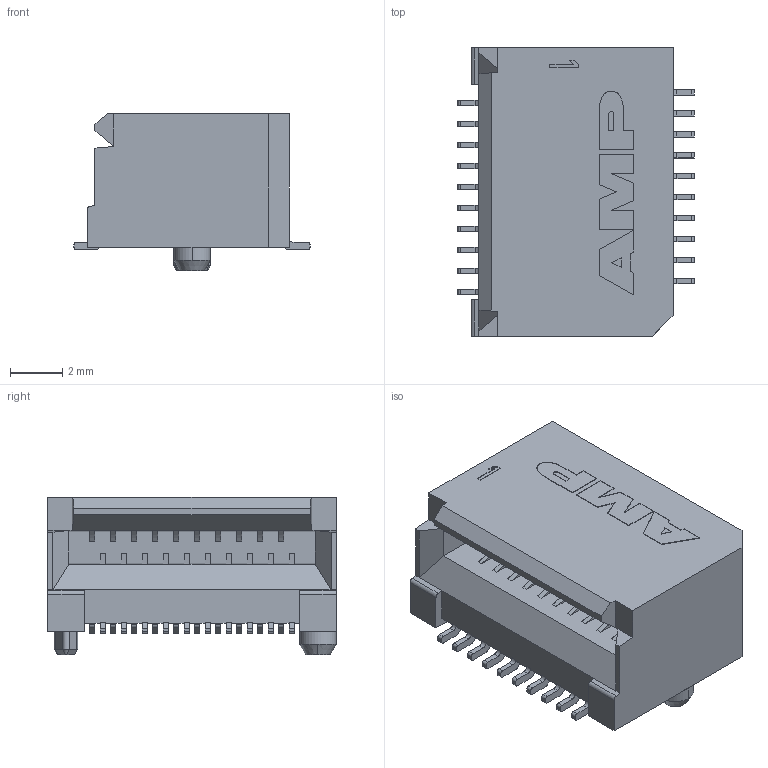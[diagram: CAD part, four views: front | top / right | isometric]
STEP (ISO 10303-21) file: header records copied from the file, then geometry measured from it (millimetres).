
FILE_DESCRIPTION((''),'2;1');
FILE_NAME('TYCO_1888247-1.stp','2012-02-27T16:15:28',(''),(''),'Mechanical Desktop 2011','Mechanical Desktop 2011',', , ');
FILE_SCHEMA(('AUTOMOTIVE_DESIGN { 1 2 10303 214 1 1 1 1 }'));
Length unit declared in the file: millimetre
Products named in the file (1): Product
Bounding box: 9 x 11 x 6.02 mm (x, y, z)
Volume: 320.4 mm3; surface area: 519.9 mm2
Topology: 1 solids, 1 shells, 487 faces, 1381 edges, 913 vertices
Faces by surface type: plane 310, cylinder 169, cone 6, bspline 2
Entity records: 15919 total; most frequent: CARTESIAN_POINT 2852, ORIENTED_EDGE 2762, DIRECTION 2696, EDGE_CURVE 1381, VECTOR 1030, LINE 1030, VERTEX_POINT 913, AXIS2_PLACEMENT_3D 833
